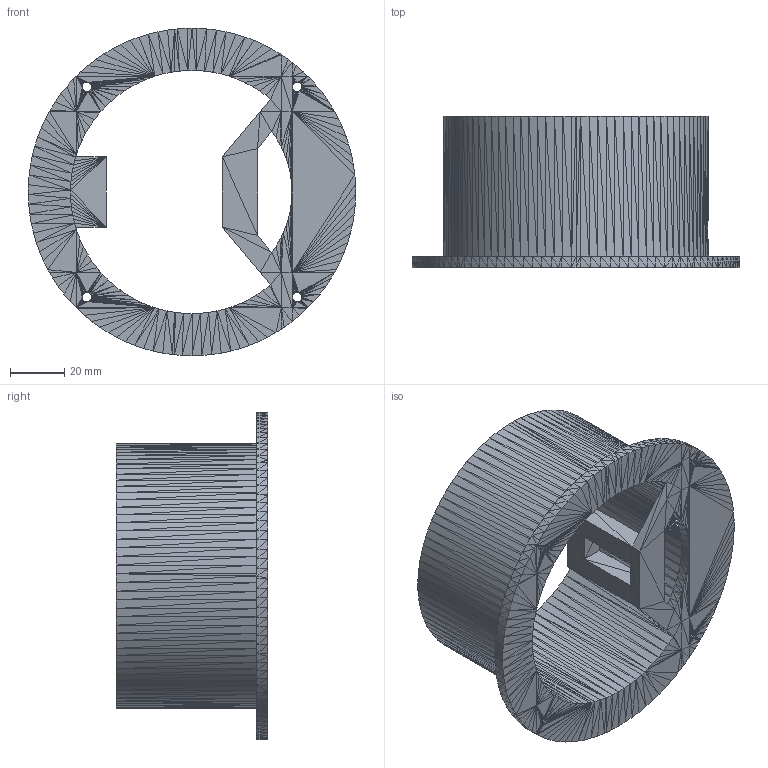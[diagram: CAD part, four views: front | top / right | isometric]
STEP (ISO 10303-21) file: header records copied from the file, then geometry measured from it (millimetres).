
FILE_DESCRIPTION(('HOOPS Exchange Step'),'2;1');
FILE_NAME('Base.step','2023-03-04T06:50:07+00:00',('root'),('Unknown organisation'),'HOOPS Exchange 2022.1','HOOPS Exchange','Unknown authorisation');
FILE_SCHEMA( ('AP203_CONFIGURATION_CONTROLLED_3D_DESIGN_OF_MECHANICAL_PARTS_AND_ASSEMBLIES_MIM_LF') );
Length unit declared in the file: millimetre
Products named in the file (1): 0
Bounding box: 121.24 x 56 x 121.25 mm (x, y, z)
Volume: 95992.9 mm3; surface area: 49891.8 mm2
Topology: 1 solids, 1 shells, 3242 faces, 4863 edges, 1607 vertices
Faces by surface type: plane 3242
Entity records: 27566 total; most frequent: DIRECTION 6486, CARTESIAN_POINT 4850, AXIS2_PLACEMENT_3D 3243, PLANE 3242, POLY_LOOP 3242, FACE_OUTER_BOUND 3242, FACE_SURFACE 3242, PLANE_ANGLE_MEASURE_WITH_UNIT 1
